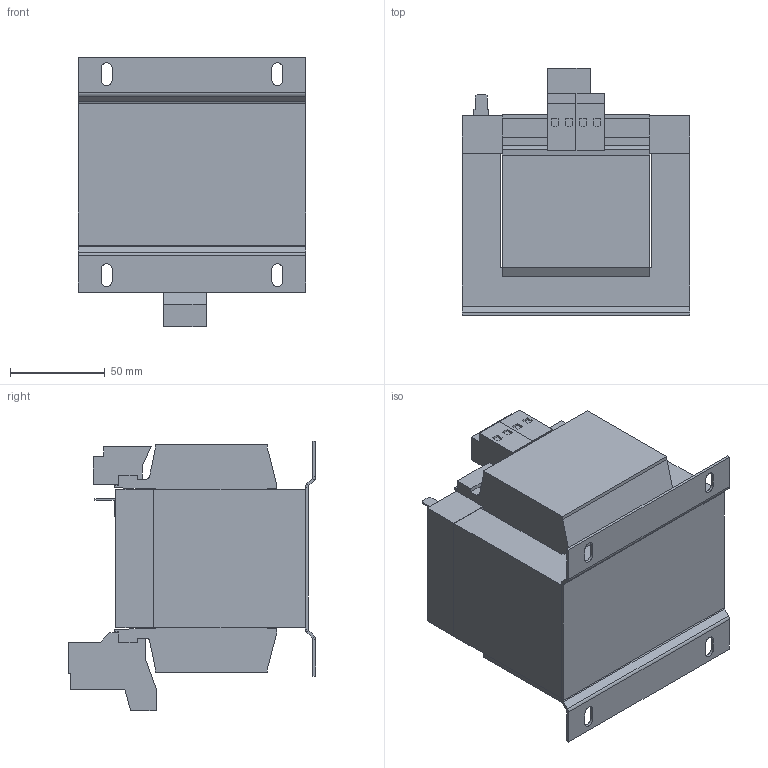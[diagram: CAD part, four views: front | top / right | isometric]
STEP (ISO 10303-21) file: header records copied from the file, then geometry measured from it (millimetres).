
FILE_DESCRIPTION (( 'STEP AP214' ), '1' );
FILE_NAME ('227711.STEP', '2020-07-06T11:27:02', ( '' ), ( '' ), 'SwSTEP 2.0', 'SolidWorks 2018', '' );
FILE_SCHEMA (( 'AUTOMOTIVE_DESIGN' ));
Length unit declared in the file: millimetre
Products named in the file (1): 227711
Bounding box: 120 x 130.6 x 142.35 mm (x, y, z)
Volume: 1177252.9 mm3; surface area: 128375.5 mm2
Topology: 1 solids, 1 shells, 229 faces, 590 edges, 378 vertices
Faces by surface type: plane 195, cylinder 34
Entity records: 6874 total; most frequent: CARTESIAN_POINT 1198, ORIENTED_EDGE 1180, DIRECTION 1118, EDGE_CURVE 590, VECTOR 522, LINE 522, VERTEX_POINT 378, AXIS2_PLACEMENT_3D 298
